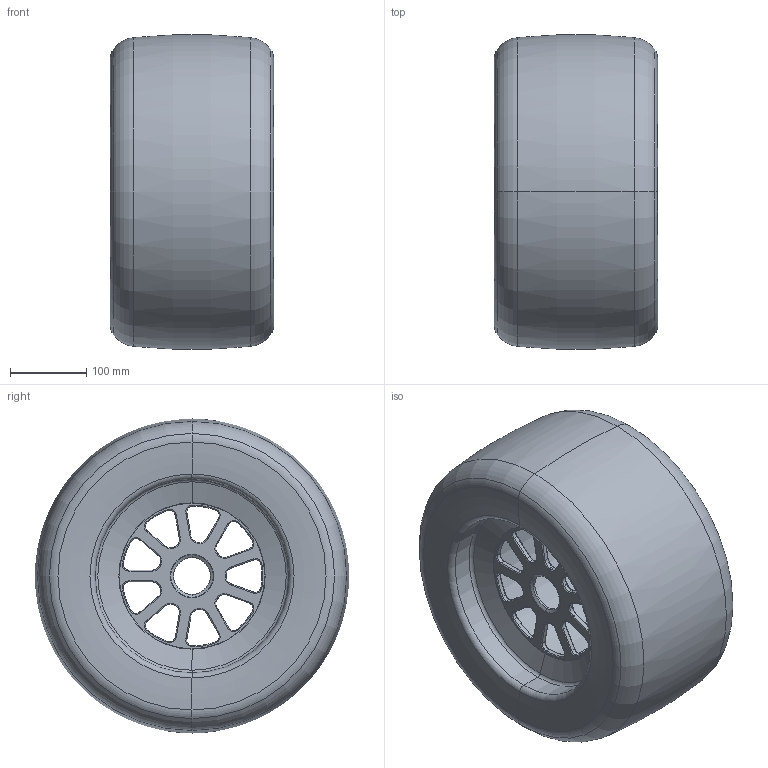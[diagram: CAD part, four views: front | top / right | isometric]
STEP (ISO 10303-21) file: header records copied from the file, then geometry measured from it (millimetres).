
FILE_DESCRIPTION (( 'STEP AP214' ), '1' );
FILE_NAME ('Tire-Hoosier.STEP', '2023-07-19T02:45:10', ( '' ), ( '' ), 'SwSTEP 2.0', 'SolidWorks 2022', '' );
FILE_SCHEMA (( 'AUTOMOTIVE_DESIGN' ));
Length unit declared in the file: inch
Products named in the file (1): Tire-Hoosier
Bounding box: 213.36 x 410.63 x 410.63 mm (x, y, z)
Volume: 16956197.2 mm3; surface area: 614050.9 mm2
Topology: 1 solids, 1 shells, 286 faces, 652 edges, 368 vertices
Faces by surface type: torus 154, cylinder 104, plane 20, cone 8
Entity records: 8162 total; most frequent: DIRECTION 1712, CARTESIAN_POINT 1307, ORIENTED_EDGE 1304, AXIS2_PLACEMENT_3D 773, EDGE_CURVE 652, CIRCLE 486, VERTEX_POINT 368, EDGE_LOOP 306
